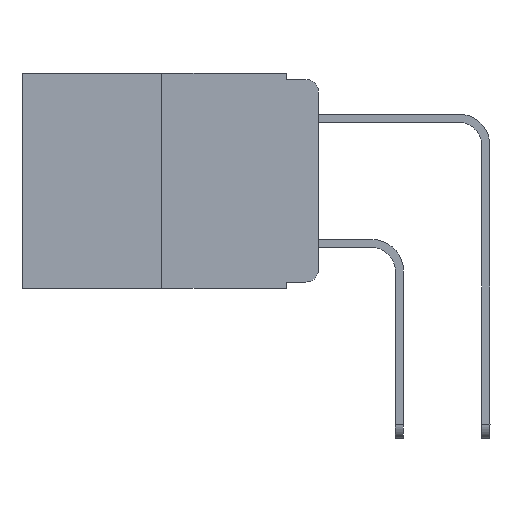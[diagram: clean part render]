
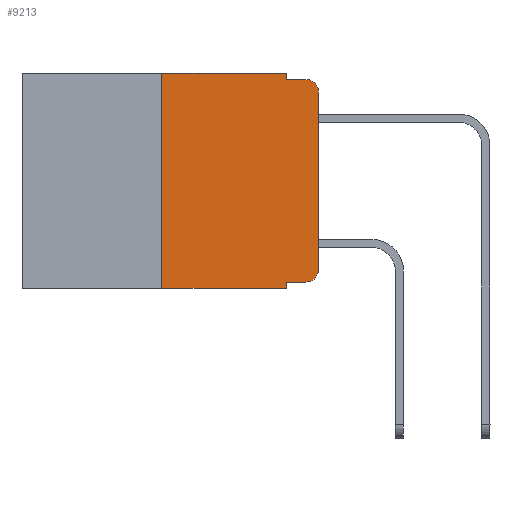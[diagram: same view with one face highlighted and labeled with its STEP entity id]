
A CAD part, left-side view. The second image highlights one B-rep face of the part: STEP entity #9213.
In plain terms, the highlighted planar face has unit normal (-1, 0, 0).
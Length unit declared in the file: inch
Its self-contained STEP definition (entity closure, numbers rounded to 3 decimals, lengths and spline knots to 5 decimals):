
#182 = CARTESIAN_POINT ( 'NONE',  ( 0., 0.051, -0.333 ) ) ;
#233 = AXIS2_PLACEMENT_3D ( 'NONE', #6042, #4478, #12697 ) ;
#423 = VERTEX_POINT ( 'NONE', #11456 ) ;
#480 = DIRECTION ( 'NONE',  ( 0., -1., 0. ) ) ;
#643 = VERTEX_POINT ( 'NONE', #9559 ) ;
#1190 = ORIENTED_EDGE ( 'NONE', *, *, #7989, .T. ) ;
#1379 = CARTESIAN_POINT ( 'NONE',  ( 0., 0., -0.03 ) ) ;
#1546 = CARTESIAN_POINT ( 'NONE',  ( 0., 0., 0. ) ) ;
#1555 = EDGE_CURVE ( 'NONE', #5288, #2535, #9881, .T. ) ;
#1798 = ORIENTED_EDGE ( 'NONE', *, *, #7261, .F. ) ;
#1842 = CARTESIAN_POINT ( 'NONE',  ( 0., 0.02, -0.03 ) ) ;
#1923 = CARTESIAN_POINT ( 'NONE',  ( 0., 0.02, -0.313 ) ) ;
#2015 = EDGE_CURVE ( 'NONE', #5043, #423, #11965, .T. ) ;
#2190 = CARTESIAN_POINT ( 'NONE',  ( 0., 0.25, -0.343 ) ) ;
#2377 = DIRECTION ( 'NONE',  ( 0., 0., 1. ) ) ;
#2535 = VERTEX_POINT ( 'NONE', #4680 ) ;
#2707 = DIRECTION ( 'NONE',  ( 0., 0., 1. ) ) ;
#2984 = VECTOR ( 'NONE', #3511, 39.37008 ) ;
#3109 = VERTEX_POINT ( 'NONE', #3643 ) ;
#3201 = VERTEX_POINT ( 'NONE', #10813 ) ;
#3316 = CARTESIAN_POINT ( 'NONE',  ( 0., 0.25, 0. ) ) ;
#3446 = EDGE_CURVE ( 'NONE', #2535, #12779, #13474, .T. ) ;
#3506 = EDGE_CURVE ( 'NONE', #3109, #13700, #10360, .T. ) ;
#3511 = DIRECTION ( 'NONE',  ( 0., -1., 0. ) ) ;
#3609 = EDGE_CURVE ( 'NONE', #3201, #423, #9556, .T. ) ;
#3643 = CARTESIAN_POINT ( 'NONE',  ( 0., 0., -0.313 ) ) ;
#3744 = CIRCLE ( 'NONE', #11832, 0.02 ) ;
#3917 = DIRECTION ( 'NONE',  ( 0., 0., -1. ) ) ;
#4278 = VECTOR ( 'NONE', #480, 39.37008 ) ;
#4478 = DIRECTION ( 'NONE',  ( 1., 0., 0. ) ) ;
#4680 = CARTESIAN_POINT ( 'NONE',  ( 0., 0.051, 0. ) ) ;
#4723 = ORIENTED_EDGE ( 'NONE', *, *, #2015, .T. ) ;
#4868 = CARTESIAN_POINT ( 'NONE',  ( 0., 0.051, -0.01 ) ) ;
#4967 = EDGE_CURVE ( 'NONE', #12779, #643, #5279, .T. ) ;
#5043 = VERTEX_POINT ( 'NONE', #2190 ) ;
#5064 = CARTESIAN_POINT ( 'NONE',  ( 0., 0.051, 0. ) ) ;
#5229 = DIRECTION ( 'NONE',  ( -1., 0., 0. ) ) ;
#5279 = LINE ( 'NONE', #4868, #4278 ) ;
#5288 = VERTEX_POINT ( 'NONE', #11645 ) ;
#5385 = CARTESIAN_POINT ( 'NONE',  ( 0., 0.473, 0. ) ) ;
#5520 = VECTOR ( 'NONE', #10902, 39.37008 ) ;
#5955 = VECTOR ( 'NONE', #2707, 39.37008 ) ;
#5994 = ORIENTED_EDGE ( 'NONE', *, *, #3446, .F. ) ;
#6042 = CARTESIAN_POINT ( 'NONE',  ( 0., 0.473, 0. ) ) ;
#6170 = ORIENTED_EDGE ( 'NONE', *, *, #4967, .F. ) ;
#6239 = ORIENTED_EDGE ( 'NONE', *, *, #7785, .T. ) ;
#6309 = CARTESIAN_POINT ( 'NONE',  ( 0., 0.02, -0.333 ) ) ;
#6799 = VERTEX_POINT ( 'NONE', #6309 ) ;
#7261 = EDGE_CURVE ( 'NONE', #5043, #5288, #9028, .T. ) ;
#7785 = EDGE_CURVE ( 'NONE', #3201, #6799, #12124, .T. ) ;
#7989 = EDGE_CURVE ( 'NONE', #6799, #3109, #14073, .T. ) ;
#8281 = DIRECTION ( 'NONE',  ( 0., 0., -1. ) ) ;
#8634 = VECTOR ( 'NONE', #2377, 39.37008 ) ;
#8968 = VECTOR ( 'NONE', #3917, 39.37008 ) ;
#9028 = LINE ( 'NONE', #3316, #8634 ) ;
#9213 = ADVANCED_FACE ( 'NONE', ( #13374 ), #12420, .F. ) ;
#9556 = LINE ( 'NONE', #5064, #8968 ) ;
#9559 = CARTESIAN_POINT ( 'NONE',  ( 0., 0.02, -0.01 ) ) ;
#9580 = CARTESIAN_POINT ( 'NONE',  ( 0., 0.473, -0.343 ) ) ;
#9801 = DIRECTION ( 'NONE',  ( 0., -1., 0. ) ) ;
#9881 = LINE ( 'NONE', #5385, #5520 ) ;
#10280 = ORIENTED_EDGE ( 'NONE', *, *, #1555, .F. ) ;
#10360 = LINE ( 'NONE', #1546, #5955 ) ;
#10435 = DIRECTION ( 'NONE',  ( 0., 0., -1. ) ) ;
#10611 = AXIS2_PLACEMENT_3D ( 'NONE', #1923, #5229, #8281 ) ;
#10813 = CARTESIAN_POINT ( 'NONE',  ( 0., 0.051, -0.333 ) ) ;
#10902 = DIRECTION ( 'NONE',  ( 0., -1., 0. ) ) ;
#10954 = CARTESIAN_POINT ( 'NONE',  ( 0., 0.051, 0. ) ) ;
#11176 = VECTOR ( 'NONE', #9801, 39.37008 ) ;
#11255 = CARTESIAN_POINT ( 'NONE',  ( 0., 0.051, -0.01 ) ) ;
#11429 = EDGE_LOOP ( 'NONE', ( #13208, #11578, #6170, #5994, #10280, #1798, #4723, #12411, #6239, #1190 ) ) ;
#11456 = CARTESIAN_POINT ( 'NONE',  ( 0., 0.051, -0.343 ) ) ;
#11578 = ORIENTED_EDGE ( 'NONE', *, *, #12957, .T. ) ;
#11645 = CARTESIAN_POINT ( 'NONE',  ( 0., 0.25, 0. ) ) ;
#11832 = AXIS2_PLACEMENT_3D ( 'NONE', #1842, #13919, #14065 ) ;
#11965 = LINE ( 'NONE', #9580, #11176 ) ;
#12124 = LINE ( 'NONE', #182, #2984 ) ;
#12411 = ORIENTED_EDGE ( 'NONE', *, *, #3609, .F. ) ;
#12420 = PLANE ( 'NONE',  #233 ) ;
#12697 = DIRECTION ( 'NONE',  ( 0., 0., -1. ) ) ;
#12779 = VERTEX_POINT ( 'NONE', #11255 ) ;
#12957 = EDGE_CURVE ( 'NONE', #13700, #643, #3744, .T. ) ;
#13208 = ORIENTED_EDGE ( 'NONE', *, *, #3506, .T. ) ;
#13374 = FACE_OUTER_BOUND ( 'NONE', #11429, .T. ) ;
#13474 = LINE ( 'NONE', #10954, #14275 ) ;
#13700 = VERTEX_POINT ( 'NONE', #1379 ) ;
#13919 = DIRECTION ( 'NONE',  ( -1., 0., 0. ) ) ;
#14065 = DIRECTION ( 'NONE',  ( 0., 0., -1. ) ) ;
#14073 = CIRCLE ( 'NONE', #10611, 0.02 ) ;
#14275 = VECTOR ( 'NONE', #10435, 39.37008 ) ;
